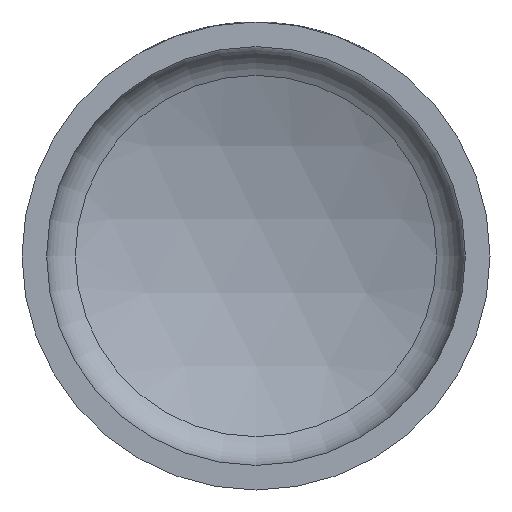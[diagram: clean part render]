
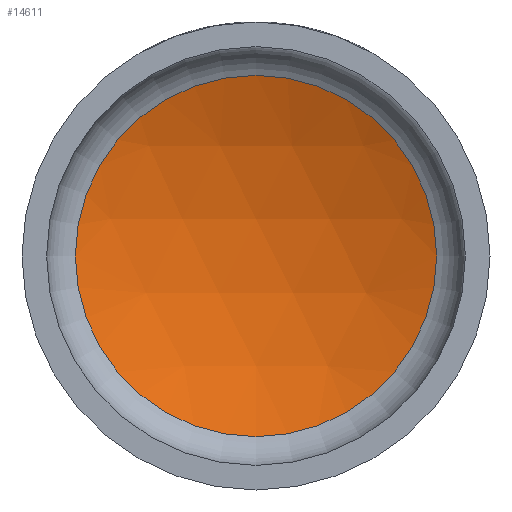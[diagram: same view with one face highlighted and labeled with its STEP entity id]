
A CAD part, front view. The second image highlights one B-rep face of the part: STEP entity #14611.
In plain terms, the highlighted spherical face has radius 38 mm.
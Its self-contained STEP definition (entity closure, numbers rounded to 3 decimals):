
#2717 = EDGE_LOOP ( 'NONE', ( #17238 ) ) ;
#2800 = AXIS2_PLACEMENT_3D ( 'NONE', #16150, #7666, #9099 ) ;
#6269 = SPHERICAL_SURFACE ( 'NONE', #2800, 38. ) ;
#7050 = EDGE_CURVE ( 'NONE', #12476, #12476, #18717, .T. ) ;
#7666 = DIRECTION ( 'NONE',  ( 0., 0., 1. ) ) ;
#9099 = DIRECTION ( 'NONE',  ( 1., 0., 0. ) ) ;
#10095 = AXIS2_PLACEMENT_3D ( 'NONE', #18023, #12397, #18086 ) ;
#12397 = DIRECTION ( 'NONE',  ( 0., -1., 0. ) ) ;
#12476 = VERTEX_POINT ( 'NONE', #13304 ) ;
#13304 = CARTESIAN_POINT ( 'NONE',  ( 0., 14.506, -14.667 ) ) ;
#14611 = ADVANCED_FACE ( 'NONE', ( #15736 ), #6269, .F. ) ;
#15736 = FACE_OUTER_BOUND ( 'NONE', #2717, .T. ) ;
#16150 = CARTESIAN_POINT ( 'NONE',  ( 0., -20.55, 0. ) ) ;
#17238 = ORIENTED_EDGE ( 'NONE', *, *, #7050, .T. ) ;
#18023 = CARTESIAN_POINT ( 'NONE',  ( 0., 14.506, 0. ) ) ;
#18086 = DIRECTION ( 'NONE',  ( 0., 0., -1. ) ) ;
#18717 = CIRCLE ( 'NONE', #10095, 14.667 ) ;
